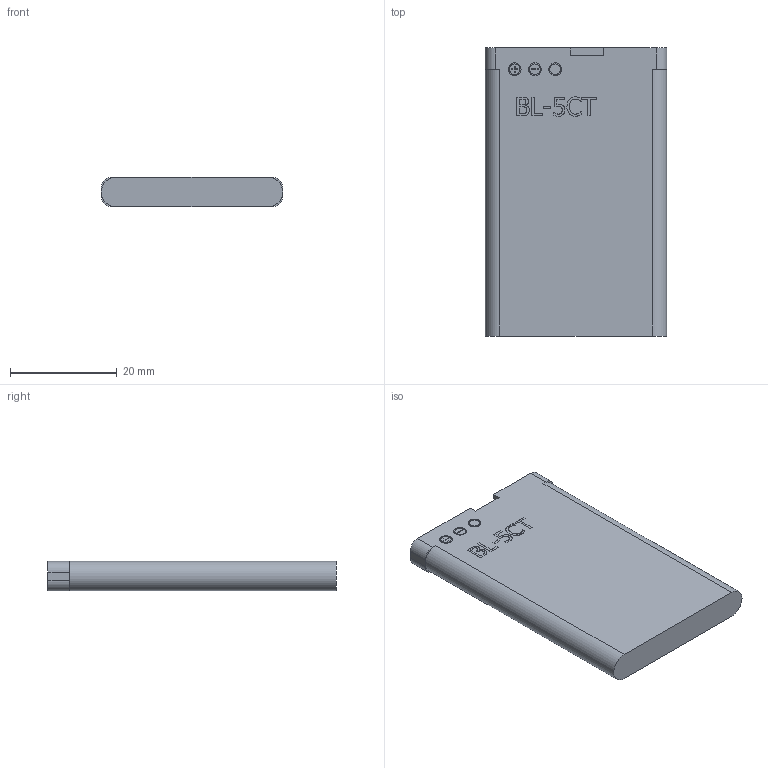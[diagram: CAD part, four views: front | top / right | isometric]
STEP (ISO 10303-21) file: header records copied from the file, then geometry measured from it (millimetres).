
FILE_DESCRIPTION (( 'STEP AP214' ), '1' );
FILE_NAME ('User Library-BL-5CT.STEP', '2014-09-02T12:05:20', ( 'Windows User' ), ( '' ), 'SwSTEP 2.0', 'SolidWorks 2014', '' );
FILE_SCHEMA (( 'AUTOMOTIVE_DESIGN' ));
Length unit declared in the file: millimetre
Products named in the file (1): User Library-BL-5CT
Bounding box: 34 x 54 x 5.51 mm (x, y, z)
Volume: 9700.3 mm3; surface area: 4439.5 mm2
Topology: 1 solids, 1 shells, 162 faces, 430 edges, 286 vertices
Faces by surface type: plane 101, bspline 43, cylinder 18
Entity records: 7030 total; most frequent: CARTESIAN_POINT 1438, ORIENTED_EDGE 860, DIRECTION 622, EDGE_CURVE 430, LINE 306, VECTOR 306, VERTEX_POINT 286, EDGE_LOOP 178
